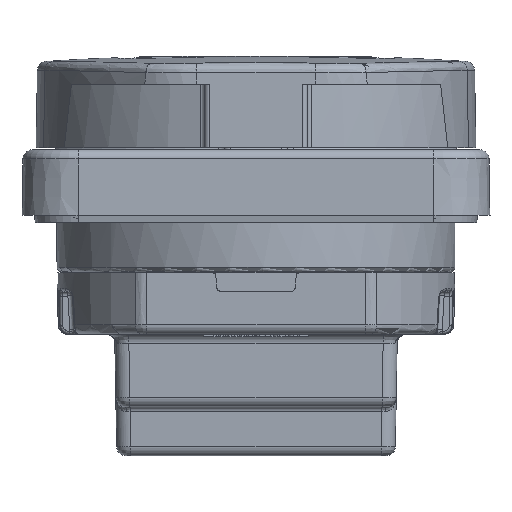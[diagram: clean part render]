
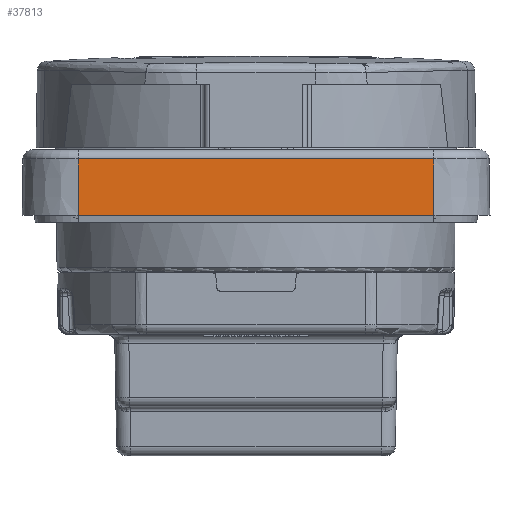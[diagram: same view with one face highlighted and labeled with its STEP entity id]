
A CAD part, front view. The second image highlights one B-rep face of the part: STEP entity #37813.
In plain terms, the highlighted planar face has unit normal (0, -1, 0.018).
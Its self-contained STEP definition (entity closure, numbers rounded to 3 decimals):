
#130 = DIRECTION ( 'NONE',  ( 0., 0.017, 1. ) ) ;
#1767 = CARTESIAN_POINT ( 'NONE',  ( 19., -25., 11. ) ) ;
#2861 = LINE ( 'NONE', #20826, #10755 ) ;
#3410 = ORIENTED_EDGE ( 'NONE', *, *, #34183, .F. ) ;
#4758 = CARTESIAN_POINT ( 'NONE',  ( 19., -25., 11. ) ) ;
#5331 = DIRECTION ( 'NONE',  ( 0., -1., 0.017 ) ) ;
#6340 = EDGE_LOOP ( 'NONE', ( #34414, #16385, #3410, #25007 ) ) ;
#8750 = CARTESIAN_POINT ( 'NONE',  ( 19., -24.895, 17.017 ) ) ;
#10309 = CARTESIAN_POINT ( 'NONE',  ( 19., -25., 11. ) ) ;
#10415 = CARTESIAN_POINT ( 'NONE',  ( 19., -25., 11. ) ) ;
#10755 = VECTOR ( 'NONE', #24230, 1000. ) ;
#11286 = FACE_OUTER_BOUND ( 'NONE', #6340, .T. ) ;
#16385 = ORIENTED_EDGE ( 'NONE', *, *, #32570, .T. ) ;
#16504 = VERTEX_POINT ( 'NONE', #8750 ) ;
#17172 = EDGE_CURVE ( 'NONE', #28171, #16504, #27851, .T. ) ;
#18541 = DIRECTION ( 'NONE',  ( 0., 0.017, 1. ) ) ;
#18640 = PLANE ( 'NONE',  #33076 ) ;
#20444 = VECTOR ( 'NONE', #24855, 1000. ) ;
#20826 = CARTESIAN_POINT ( 'NONE',  ( 19., -24.895, 17.017 ) ) ;
#21490 = LINE ( 'NONE', #4758, #20444 ) ;
#23185 = VERTEX_POINT ( 'NONE', #38169 ) ;
#24230 = DIRECTION ( 'NONE',  ( -1., 0., 0. ) ) ;
#24855 = DIRECTION ( 'NONE',  ( -1., 0., 0. ) ) ;
#25007 = ORIENTED_EDGE ( 'NONE', *, *, #26747, .F. ) ;
#25134 = VERTEX_POINT ( 'NONE', #42397 ) ;
#26747 = EDGE_CURVE ( 'NONE', #28171, #23185, #21490, .T. ) ;
#27851 = LINE ( 'NONE', #10309, #35652 ) ;
#28171 = VERTEX_POINT ( 'NONE', #10415 ) ;
#28763 = DIRECTION ( 'NONE',  ( 0., -0.017, -1. ) ) ;
#32570 = EDGE_CURVE ( 'NONE', #16504, #25134, #2861, .T. ) ;
#33076 = AXIS2_PLACEMENT_3D ( 'NONE', #1767, #5331, #28763 ) ;
#34183 = EDGE_CURVE ( 'NONE', #23185, #25134, #41009, .T. ) ;
#34414 = ORIENTED_EDGE ( 'NONE', *, *, #17172, .T. ) ;
#35652 = VECTOR ( 'NONE', #130, 1000. ) ;
#37813 = ADVANCED_FACE ( 'NONE', ( #11286 ), #18640, .T. ) ;
#38169 = CARTESIAN_POINT ( 'NONE',  ( -19., -25., 11. ) ) ;
#39942 = VECTOR ( 'NONE', #18541, 1000. ) ;
#41009 = LINE ( 'NONE', #41967, #39942 ) ;
#41967 = CARTESIAN_POINT ( 'NONE',  ( -19., -25., 11. ) ) ;
#42397 = CARTESIAN_POINT ( 'NONE',  ( -19., -24.895, 17.017 ) ) ;
